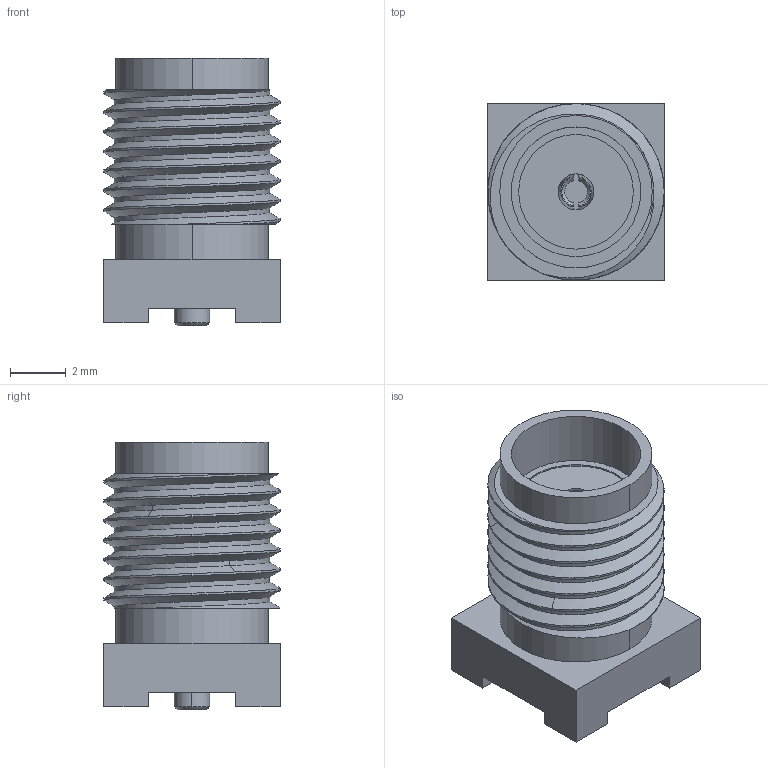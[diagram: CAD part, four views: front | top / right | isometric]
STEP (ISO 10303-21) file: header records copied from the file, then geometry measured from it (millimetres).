
FILE_DESCRIPTION((''),'2;1');
FILE_NAME('MOLEX_SD-73251-135-GOLD','2016-11-03T',('s4237722'),(''),'CREO PARAMETRIC BY PTC INC, 2015080','CREO PARAMETRIC BY PTC INC, 2015080','');
FILE_SCHEMA(('AUTOMOTIVE_DESIGN { 1 0 10303 214 1 1 1 1 }'));
Length unit declared in the file: millimetre
Products named in the file (1): MOLEX_SD-73251-135-GOLD
Bounding box: 6.35 x 6.35 x 9.63 mm (x, y, z)
Volume: 231.5 mm3; surface area: 390.9 mm2
Topology: 1 solids, 1 shells, 73 faces, 180 edges, 118 vertices
Faces by surface type: plane 31, cylinder 25, bspline 13, cone 4
Entity records: 5537 total; most frequent: CARTESIAN_POINT 3153, ORIENTED_EDGE 360, DIRECTION 284, PRESENTATION_STYLE_ASSIGNMENT 200, STYLED_ITEM 199, CURVE_STYLE 180, EDGE_CURVE 180, VERTEX_POINT 118
